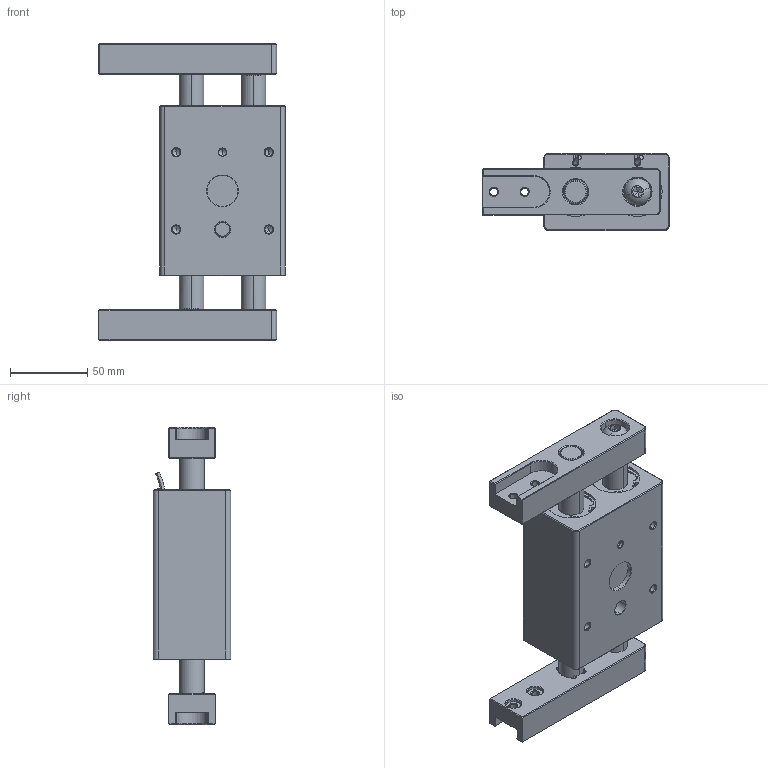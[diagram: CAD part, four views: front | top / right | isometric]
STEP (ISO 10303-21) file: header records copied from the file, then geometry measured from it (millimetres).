
FILE_DESCRIPTION (( 'STEP AP203' ), '1' );
FILE_NAME ('FY-FA10-30.STEP', '2025-10-31T02:37:35', ( 'User' ), ( 'Microsoft' ), 'SwSTEP 2.0', 'SolidWorks 2015', '' );
FILE_SCHEMA (( 'CONFIG_CONTROL_DESIGN' ));
Length unit declared in the file: millimetre
Products named in the file (21): FY-JGZ 125-1-SADLOGO; deep groove ball bearings gb_Rolling bearings 61900 GB 276-94; 3.2; 本公司二维码-梵煜2; deep groove ball bearings gb_Rolling bearings 6003 GB 276-94; 6X6润滑脂总成; 陔遴LOGO齪郪磁; 錨璃1^FY-FA10-30-STP; FY-FA10-30; 棠俶羲壽4.0X15; 喘沭STP; FYA10-30倰瘍; 喘沭2STP; FY10-30-忒硌假蚾啣-ASTP; FY-AF10-40-傷裔STP; hexagon socket button head screws gb_GB_SOCKET_TYPE7 M10X30-N; circlips for hole--type b gb_GB_CONNECTING_PIECE_RINGS_CHB 32; FY10-30-忒硌假蚾啣-BSTP; FY-AF10-30喘謫STP; FY-AF10-30褲极STP; 6X6润滑脂嘴体
Assembly tree (23 placements, depth 3):
  錨璃1^FY-FA10-30-STP
  FY-FA10-30
    FY-AF10-30褲极STP
    deep groove ball bearings gb_Rolling bearings 61900 GB 276-94
    deep groove ball bearings gb_Rolling bearings 6003 GB 276-94
    喘沭STP
    喘沭2STP
    FY-AF10-40-傷裔STP  x2
    circlips for hole--type b gb_GB_CONNECTING_PIECE_RINGS_CHB 32  x2
    FY-AF10-30喘謫STP
    陔遴LOGO齪郪磁
      FY-JGZ 125-1-SADLOGO
      本公司二维码-梵煜2
    棠俶羲壽4.0X15  x2
    FYA10-30倰瘍
    FY10-30-忒硌假蚾啣-ASTP
    hexagon socket button head screws gb_GB_SOCKET_TYPE7 M10X30-N  x2
    FY10-30-忒硌假蚾啣-BSTP
    6X6润滑脂总成
      6X6润滑脂嘴体
      3.2
Bounding box: 120.5 x 50 x 192.5 mm (x, y, z)
Volume: 564684.4 mm3; surface area: 129431.7 mm2
Topology: 31 solids, 31 shells, 2048 faces, 5745 edges, 3731 vertices
Faces by surface type: plane 1124, cylinder 286, bspline 244, cone 188, torus 136, sphere 70
Entity records: 74043 total; most frequent: CARTESIAN_POINT 26761, ORIENTED_EDGE 9900, DIRECTION 8452, EDGE_CURVE 4950, VERTEX_POINT 3227, LINE 3082, VECTOR 3082, AXIS2_PLACEMENT_3D 2685
